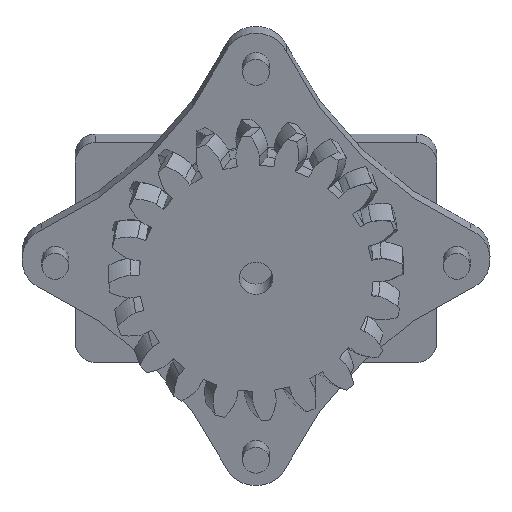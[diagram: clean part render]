
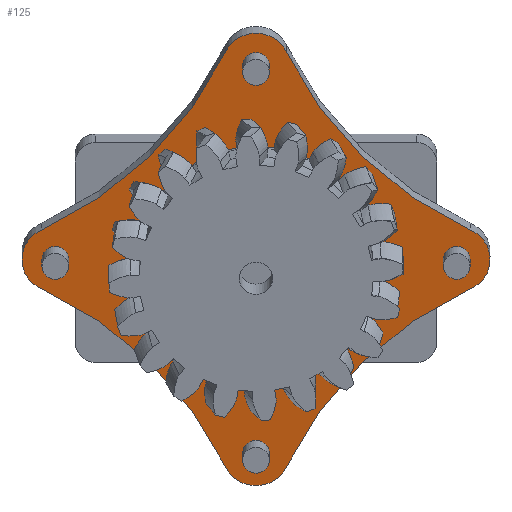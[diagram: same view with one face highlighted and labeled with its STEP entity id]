
A CAD part, top view. The second image highlights one B-rep face of the part: STEP entity #125.
In plain terms, the highlighted planar face has unit normal (0, -0.259, 0.966).
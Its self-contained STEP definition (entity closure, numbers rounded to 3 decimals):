
#24 = VERTEX_POINT('',#25);
#25 = CARTESIAN_POINT('',(46.023,70.286,
    -48.721));
#31 = EDGE_CURVE('',#24,#32,#34,.T.);
#32 = VERTEX_POINT('',#33);
#33 = CARTESIAN_POINT('',(73.621,43.628,
    -55.864));
#34 = CIRCLE('',#35,57.451);
#35 = AXIS2_PLACEMENT_3D('',#36,#37,#38);
#36 = CARTESIAN_POINT('',(98.031,93.864,
    -42.403));
#37 = DIRECTION('',(0.,-0.259,0.966));
#38 = DIRECTION('',(0.,-0.966,-0.259)
  );
#64 = EDGE_CURVE('',#24,#65,#67,.T.);
#65 = VERTEX_POINT('',#66);
#66 = CARTESIAN_POINT('',(36.971,70.286,
    -48.721));
#67 = CIRCLE('',#68,5.);
#68 = AXIS2_PLACEMENT_3D('',#69,#70,#71);
#69 = CARTESIAN_POINT('',(41.497,68.234,
    -49.271));
#70 = DIRECTION('',(0.,-0.259,0.966));
#71 = DIRECTION('',(0.,-0.966,-0.259)
  );
#99 = VERTEX_POINT('',#100);
#100 = CARTESIAN_POINT('',(73.621,34.884,
    -58.207));
#106 = EDGE_CURVE('',#99,#32,#107,.T.);
#107 = CIRCLE('',#108,5.);
#108 = AXIS2_PLACEMENT_3D('',#109,#110,#111);
#109 = CARTESIAN_POINT('',(71.497,39.256,
    -57.036));
#110 = DIRECTION('',(0.,-0.259,0.966));
#111 = DIRECTION('',(0.,-0.966,-0.259)
  );
#125 = ADVANCED_FACE('',(#126,#174,#185,#196,#207,#218),#229,.T.);
#126 = FACE_BOUND('',#127,.T.);
#127 = EDGE_LOOP('',(#128,#129,#130,#139,#148,#157,#166,#173));
#128 = ORIENTED_EDGE('',*,*,#31,.F.);
#129 = ORIENTED_EDGE('',*,*,#64,.T.);
#130 = ORIENTED_EDGE('',*,*,#131,.F.);
#131 = EDGE_CURVE('',#132,#65,#134,.T.);
#132 = VERTEX_POINT('',#133);
#133 = CARTESIAN_POINT('',(9.372,43.628,
    -55.864));
#134 = CIRCLE('',#135,57.451);
#135 = AXIS2_PLACEMENT_3D('',#136,#137,#138);
#136 = CARTESIAN_POINT('',(-15.037,93.864,
    -42.403));
#137 = DIRECTION('',(0.,-0.259,0.966));
#138 = DIRECTION('',(0.,-0.966,-0.259)
  );
#139 = ORIENTED_EDGE('',*,*,#140,.T.);
#140 = EDGE_CURVE('',#132,#141,#143,.T.);
#141 = VERTEX_POINT('',#142);
#142 = CARTESIAN_POINT('',(9.372,34.884,
    -58.207));
#143 = CIRCLE('',#144,5.);
#144 = AXIS2_PLACEMENT_3D('',#145,#146,#147);
#145 = CARTESIAN_POINT('',(11.497,39.256,
    -57.036));
#146 = DIRECTION('',(0.,-0.259,0.966));
#147 = DIRECTION('',(0.,-0.966,-0.259)
  );
#148 = ORIENTED_EDGE('',*,*,#149,.F.);
#149 = EDGE_CURVE('',#150,#141,#152,.T.);
#150 = VERTEX_POINT('',#151);
#151 = CARTESIAN_POINT('',(36.971,8.226,-65.35
    ));
#152 = CIRCLE('',#153,57.451);
#153 = AXIS2_PLACEMENT_3D('',#154,#155,#156);
#154 = CARTESIAN_POINT('',(-15.037,-15.352,
    -71.668));
#155 = DIRECTION('',(0.,-0.259,0.966));
#156 = DIRECTION('',(0.,-0.966,-0.259)
  );
#157 = ORIENTED_EDGE('',*,*,#158,.T.);
#158 = EDGE_CURVE('',#150,#159,#161,.T.);
#159 = VERTEX_POINT('',#160);
#160 = CARTESIAN_POINT('',(46.023,8.226,
    -65.35));
#161 = CIRCLE('',#162,5.);
#162 = AXIS2_PLACEMENT_3D('',#163,#164,#165);
#163 = CARTESIAN_POINT('',(41.497,10.278,
    -64.8));
#164 = DIRECTION('',(0.,-0.259,0.966));
#165 = DIRECTION('',(0.,-0.966,-0.259)
  );
#166 = ORIENTED_EDGE('',*,*,#167,.F.);
#167 = EDGE_CURVE('',#99,#159,#168,.T.);
#168 = CIRCLE('',#169,57.451);
#169 = AXIS2_PLACEMENT_3D('',#170,#171,#172);
#170 = CARTESIAN_POINT('',(98.031,-15.352,
    -71.668));
#171 = DIRECTION('',(0.,-0.259,0.966));
#172 = DIRECTION('',(0.,-0.966,-0.259)
  );
#173 = ORIENTED_EDGE('',*,*,#106,.T.);
#174 = FACE_BOUND('',#175,.T.);
#175 = EDGE_LOOP('',(#176));
#176 = ORIENTED_EDGE('',*,*,#177,.T.);
#177 = EDGE_CURVE('',#178,#178,#180,.T.);
#178 = VERTEX_POINT('',#179);
#179 = CARTESIAN_POINT('',(71.497,37.324,
    -57.553));
#180 = CIRCLE('',#181,2.);
#181 = AXIS2_PLACEMENT_3D('',#182,#183,#184);
#182 = CARTESIAN_POINT('',(71.497,39.256,
    -57.036));
#183 = DIRECTION('',(0.,0.259,-0.966));
#184 = DIRECTION('',(0.,-0.966,-0.259)
  );
#185 = FACE_BOUND('',#186,.T.);
#186 = EDGE_LOOP('',(#187));
#187 = ORIENTED_EDGE('',*,*,#188,.T.);
#188 = EDGE_CURVE('',#189,#189,#191,.T.);
#189 = VERTEX_POINT('',#190);
#190 = CARTESIAN_POINT('',(41.497,66.302,
    -49.789));
#191 = CIRCLE('',#192,2.);
#192 = AXIS2_PLACEMENT_3D('',#193,#194,#195);
#193 = CARTESIAN_POINT('',(41.497,68.234,
    -49.271));
#194 = DIRECTION('',(0.,0.259,-0.966));
#195 = DIRECTION('',(0.,-0.966,-0.259)
  );
#196 = FACE_BOUND('',#197,.T.);
#197 = EDGE_LOOP('',(#198));
#198 = ORIENTED_EDGE('',*,*,#199,.T.);
#199 = EDGE_CURVE('',#200,#200,#202,.T.);
#200 = VERTEX_POINT('',#201);
#201 = CARTESIAN_POINT('',(41.497,8.346,
    -65.318));
#202 = CIRCLE('',#203,2.);
#203 = AXIS2_PLACEMENT_3D('',#204,#205,#206);
#204 = CARTESIAN_POINT('',(41.497,10.278,
    -64.8));
#205 = DIRECTION('',(0.,0.259,-0.966));
#206 = DIRECTION('',(0.,-0.966,-0.259)
  );
#207 = FACE_BOUND('',#208,.T.);
#208 = EDGE_LOOP('',(#209));
#209 = ORIENTED_EDGE('',*,*,#210,.F.);
#210 = EDGE_CURVE('',#211,#211,#213,.T.);
#211 = VERTEX_POINT('',#212);
#212 = CARTESIAN_POINT('',(41.497,22.352,
    -61.565));
#213 = CIRCLE('',#214,17.5);
#214 = AXIS2_PLACEMENT_3D('',#215,#216,#217);
#215 = CARTESIAN_POINT('',(41.497,39.256,
    -57.036));
#216 = DIRECTION('',(0.,-0.259,0.966));
#217 = DIRECTION('',(0.,-0.966,-0.259)
  );
#218 = FACE_BOUND('',#219,.T.);
#219 = EDGE_LOOP('',(#220));
#220 = ORIENTED_EDGE('',*,*,#221,.T.);
#221 = EDGE_CURVE('',#222,#222,#224,.T.);
#222 = VERTEX_POINT('',#223);
#223 = CARTESIAN_POINT('',(11.497,37.324,
    -57.553));
#224 = CIRCLE('',#225,2.);
#225 = AXIS2_PLACEMENT_3D('',#226,#227,#228);
#226 = CARTESIAN_POINT('',(11.497,39.256,
    -57.036));
#227 = DIRECTION('',(0.,0.259,-0.966));
#228 = DIRECTION('',(0.,-0.966,-0.259)
  );
#229 = PLANE('',#230);
#230 = AXIS2_PLACEMENT_3D('',#231,#232,#233);
#231 = CARTESIAN_POINT('',(41.497,39.256,
    -57.036));
#232 = DIRECTION('',(0.,-0.259,0.966));
#233 = DIRECTION('',(0.,0.966,0.259));
